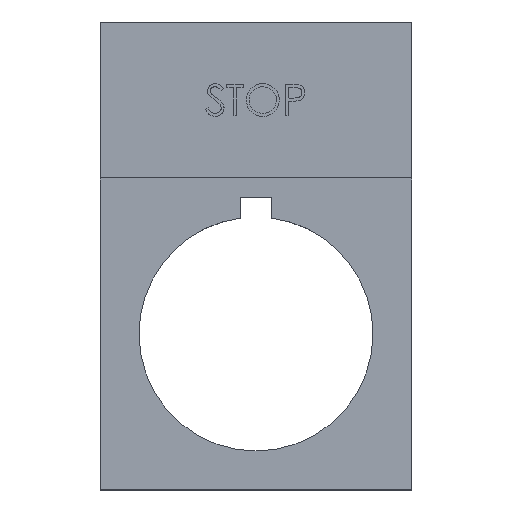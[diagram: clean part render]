
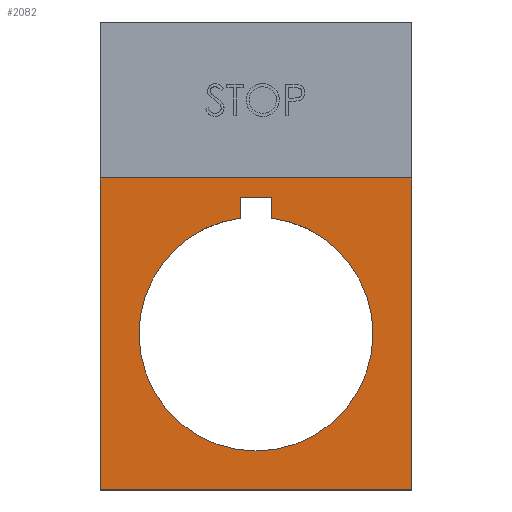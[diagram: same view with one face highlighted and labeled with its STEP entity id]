
A CAD part, top view. The second image highlights one B-rep face of the part: STEP entity #2082.
In plain terms, the highlighted planar face has unit normal (0, 0, 1).
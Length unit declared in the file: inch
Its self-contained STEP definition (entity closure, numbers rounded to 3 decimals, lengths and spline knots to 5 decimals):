
#19 = CARTESIAN_POINT ( 'NONE',  ( -0.59055, 0.59055, 0.01969 ) ) ;
#34 = EDGE_CURVE ( 'NONE', #238, #753, #609, .T. ) ;
#136 = LINE ( 'NONE', #898, #420 ) ;
#149 = DIRECTION ( 'NONE',  ( 1., 0., 0. ) ) ;
#163 = CARTESIAN_POINT ( 'NONE',  ( -0.05906, 0.43896, 0.01969 ) ) ;
#166 = ORIENTED_EDGE ( 'NONE', *, *, #34, .F. ) ;
#167 = ORIENTED_EDGE ( 'NONE', *, *, #4474, .F. ) ;
#197 = ORIENTED_EDGE ( 'NONE', *, *, #969, .F. ) ;
#198 = EDGE_LOOP ( 'NONE', ( #166, #197, #4358, #167 ) ) ;
#238 = VERTEX_POINT ( 'NONE', #4311 ) ;
#316 = DIRECTION ( 'NONE',  ( 0., 0., 1. ) ) ;
#332 = CARTESIAN_POINT ( 'NONE',  ( 0.05906, 0.43896, 0.01969 ) ) ;
#420 = VECTOR ( 'NONE', #2614, 39.37008 ) ;
#462 = CARTESIAN_POINT ( 'NONE',  ( 0.05906, 0.5177, 0.01969 ) ) ;
#520 = VERTEX_POINT ( 'NONE', #3988 ) ;
#609 = LINE ( 'NONE', #1410, #3213 ) ;
#651 = CARTESIAN_POINT ( 'NONE',  ( 0.59055, 0.59055, 0.01969 ) ) ;
#745 = EDGE_CURVE ( 'NONE', #520, #1550, #1973, .T. ) ;
#753 = VERTEX_POINT ( 'NONE', #2201 ) ;
#798 = VERTEX_POINT ( 'NONE', #836 ) ;
#800 = DIRECTION ( 'NONE',  ( 1., 0., 0. ) ) ;
#836 = CARTESIAN_POINT ( 'NONE',  ( 0.44291, 0., 0.01969 ) ) ;
#898 = CARTESIAN_POINT ( 'NONE',  ( 0.59055, -0.59055, 0.01969 ) ) ;
#903 = CARTESIAN_POINT ( 'NONE',  ( 0., 0., 0.01969 ) ) ;
#952 = LINE ( 'NONE', #2990, #1717 ) ;
#967 = ORIENTED_EDGE ( 'NONE', *, *, #745, .T. ) ;
#969 = EDGE_CURVE ( 'NONE', #3048, #238, #136, .T. ) ;
#970 = CARTESIAN_POINT ( 'NONE',  ( 0.05906, 0.5177, 0.01969 ) ) ;
#977 = VERTEX_POINT ( 'NONE', #163 ) ;
#1031 = EDGE_CURVE ( 'NONE', #3409, #977, #3718, .T. ) ;
#1048 = AXIS2_PLACEMENT_3D ( 'NONE', #2359, #316, #2393 ) ;
#1109 = LINE ( 'NONE', #1634, #1224 ) ;
#1176 = CARTESIAN_POINT ( 'NONE',  ( -0.05906, 0.5177, 0.01969 ) ) ;
#1208 = ORIENTED_EDGE ( 'NONE', *, *, #1031, .T. ) ;
#1224 = VECTOR ( 'NONE', #3085, 39.37008 ) ;
#1405 = FACE_BOUND ( 'NONE', #3798, .T. ) ;
#1410 = CARTESIAN_POINT ( 'NONE',  ( -0.59055, -0.59055, 0.01969 ) ) ;
#1462 = EDGE_CURVE ( 'NONE', #798, #3409, #2772, .T. ) ;
#1550 = VERTEX_POINT ( 'NONE', #970 ) ;
#1610 = DIRECTION ( 'NONE',  ( 0., 0., -1. ) ) ;
#1630 = ORIENTED_EDGE ( 'NONE', *, *, #3789, .T. ) ;
#1634 = CARTESIAN_POINT ( 'NONE',  ( 0.05906, 0.43896, 0.01969 ) ) ;
#1717 = VECTOR ( 'NONE', #2921, 39.37008 ) ;
#1758 = CARTESIAN_POINT ( 'NONE',  ( 0., 0., 0.01969 ) ) ;
#1895 = CARTESIAN_POINT ( 'NONE',  ( 0.59055, 0.59055, 0.01969 ) ) ;
#1970 = ORIENTED_EDGE ( 'NONE', *, *, #4623, .T. ) ;
#1973 = LINE ( 'NONE', #462, #3801 ) ;
#1985 = AXIS2_PLACEMENT_3D ( 'NONE', #903, #1610, #149 ) ;
#2082 = ADVANCED_FACE ( 'NONE', ( #1405, #3078 ), #2743, .T. ) ;
#2102 = VECTOR ( 'NONE', #4142, 39.37008 ) ;
#2201 = CARTESIAN_POINT ( 'NONE',  ( -0.59055, -0.59055, 0.01969 ) ) ;
#2203 = CARTESIAN_POINT ( 'NONE',  ( -0.59055, 0.59055, 0.01969 ) ) ;
#2277 = EDGE_CURVE ( 'NONE', #3048, #3328, #3080, .T. ) ;
#2352 = DIRECTION ( 'NONE',  ( 1., 0., 0. ) ) ;
#2359 = CARTESIAN_POINT ( 'NONE',  ( 0., 0.29528, 0.01969 ) ) ;
#2393 = DIRECTION ( 'NONE',  ( 1., 0., 0. ) ) ;
#2410 = AXIS2_PLACEMENT_3D ( 'NONE', #1758, #2433, #3499 ) ;
#2433 = DIRECTION ( 'NONE',  ( 0., 0., -1. ) ) ;
#2614 = DIRECTION ( 'NONE',  ( 0., -1., 0. ) ) ;
#2743 = PLANE ( 'NONE',  #1048 ) ;
#2772 = CIRCLE ( 'NONE', #3370, 0.44291 ) ;
#2921 = DIRECTION ( 'NONE',  ( 0., 1., 0. ) ) ;
#2990 = CARTESIAN_POINT ( 'NONE',  ( -0.59055, 1.1811, 0.01969 ) ) ;
#3048 = VERTEX_POINT ( 'NONE', #651 ) ;
#3052 = CARTESIAN_POINT ( 'NONE',  ( 0., 0., 0.01969 ) ) ;
#3054 = CIRCLE ( 'NONE', #2410, 0.44291 ) ;
#3078 = FACE_OUTER_BOUND ( 'NONE', #198, .T. ) ;
#3080 = B_SPLINE_CURVE_WITH_KNOTS ( 'NONE', 3,
 ( #1895, #3982, #3997, #2203 ),
 .UNSPECIFIED., .F., .F.,
 ( 4, 4 ),
 ( 0., 1. ),
 .UNSPECIFIED. ) ;
#3084 = EDGE_CURVE ( 'NONE', #3139, #798, #3054, .T. ) ;
#3085 = DIRECTION ( 'NONE',  ( 0., -1., 0. ) ) ;
#3139 = VERTEX_POINT ( 'NONE', #332 ) ;
#3213 = VECTOR ( 'NONE', #3623, 39.37008 ) ;
#3328 = VERTEX_POINT ( 'NONE', #19 ) ;
#3370 = AXIS2_PLACEMENT_3D ( 'NONE', #3052, #4506, #2352 ) ;
#3409 = VERTEX_POINT ( 'NONE', #4310 ) ;
#3499 = DIRECTION ( 'NONE',  ( 1., 0., 0. ) ) ;
#3623 = DIRECTION ( 'NONE',  ( -1., 0., 0. ) ) ;
#3718 = CIRCLE ( 'NONE', #1985, 0.44291 ) ;
#3789 = EDGE_CURVE ( 'NONE', #1550, #3139, #1109, .T. ) ;
#3798 = EDGE_LOOP ( 'NONE', ( #967, #1630, #3903, #4557, #1208, #1970 ) ) ;
#3801 = VECTOR ( 'NONE', #800, 39.37008 ) ;
#3903 = ORIENTED_EDGE ( 'NONE', *, *, #3084, .T. ) ;
#3982 = CARTESIAN_POINT ( 'NONE',  ( 0.19685, 0.59055, 0.01969 ) ) ;
#3988 = CARTESIAN_POINT ( 'NONE',  ( -0.05906, 0.5177, 0.01969 ) ) ;
#3997 = CARTESIAN_POINT ( 'NONE',  ( -0.19685, 0.59055, 0.01969 ) ) ;
#4142 = DIRECTION ( 'NONE',  ( 0., 1., 0. ) ) ;
#4310 = CARTESIAN_POINT ( 'NONE',  ( -0.44291, 0., 0.01969 ) ) ;
#4311 = CARTESIAN_POINT ( 'NONE',  ( 0.59055, -0.59055, 0.01969 ) ) ;
#4358 = ORIENTED_EDGE ( 'NONE', *, *, #2277, .T. ) ;
#4474 = EDGE_CURVE ( 'NONE', #753, #3328, #952, .T. ) ;
#4506 = DIRECTION ( 'NONE',  ( 0., 0., -1. ) ) ;
#4555 = LINE ( 'NONE', #1176, #2102 ) ;
#4557 = ORIENTED_EDGE ( 'NONE', *, *, #1462, .T. ) ;
#4623 = EDGE_CURVE ( 'NONE', #977, #520, #4555, .T. ) ;
